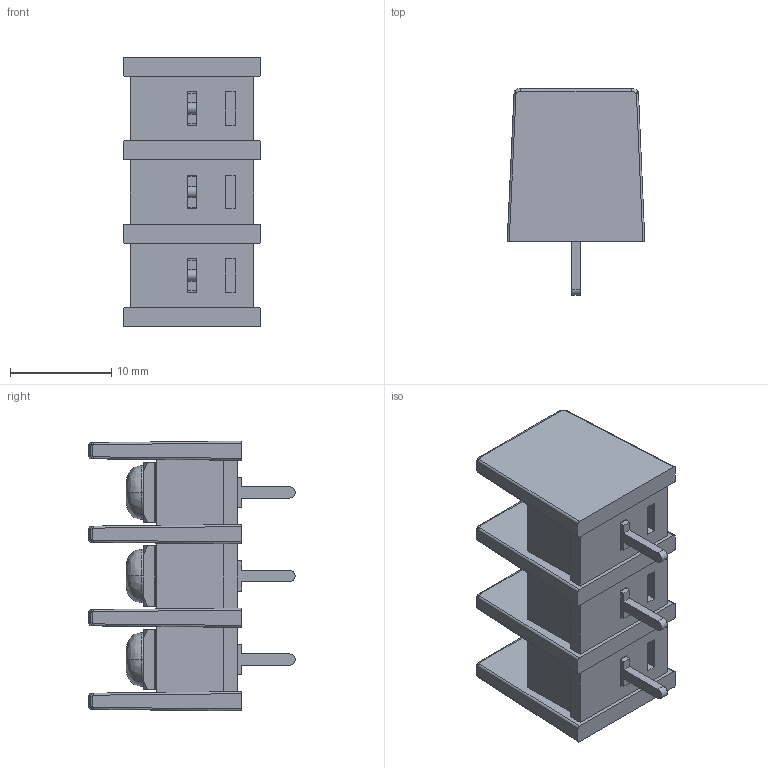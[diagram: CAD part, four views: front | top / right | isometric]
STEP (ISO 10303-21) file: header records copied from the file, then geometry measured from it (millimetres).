
FILE_DESCRIPTION((''),'2;1');
FILE_NAME('PRT0201','2020-05-22T',('Administrator'),(''),'PRO/ENGINEER BY PARAMETRIC TECHNOLOGY CORPORATION, 2010280','PRO/ENGINEER BY PARAMETRIC TECHNOLOGY CORPORATION, 2010280','');
FILE_SCHEMA(('CONFIG_CONTROL_DESIGN','SHAPE_APPEARANCE_LAYERS_GROUPS'));
Length unit declared in the file: millimetre
Products named in the file (1): PRT0201
Bounding box: 13.6 x 20.4 x 26.65 mm (x, y, z)
Volume: 3224.6 mm3; surface area: 3398.8 mm2
Topology: 1 solids, 7 shells, 849 faces, 2247 edges, 1421 vertices
Faces by surface type: plane 591, cylinder 157, bspline 61, torus 28, extrusion 12
Entity records: 30178 total; most frequent: CARTESIAN_POINT 10059, ORIENTED_EDGE 4470, DIRECTION 3587, EDGE_CURVE 2235, VECTOR 1519, LINE 1507, VERTEX_POINT 1421, AXIS2_PLACEMENT_3D 1034
